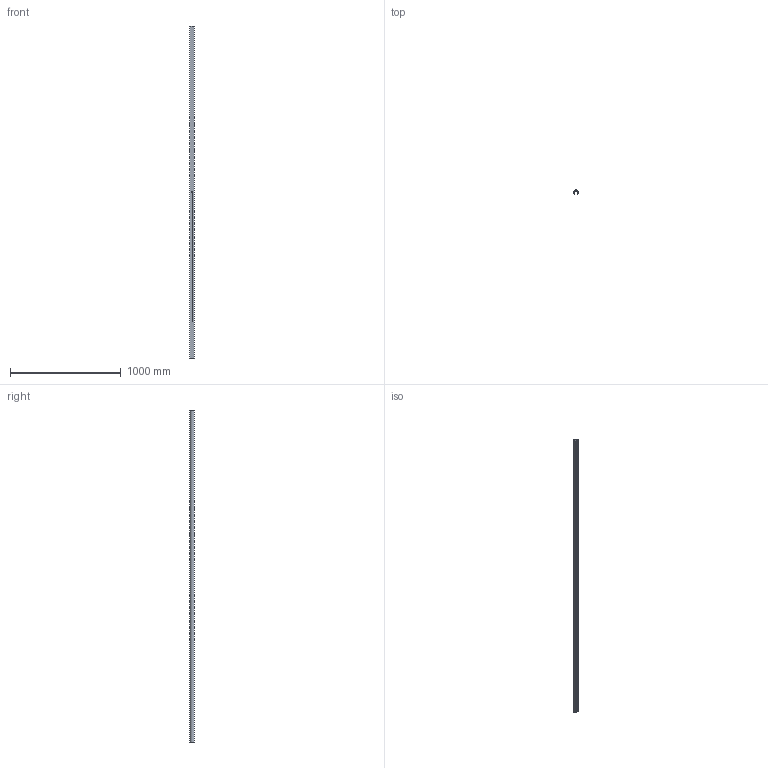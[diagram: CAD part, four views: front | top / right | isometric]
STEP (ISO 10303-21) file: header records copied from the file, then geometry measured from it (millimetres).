
FILE_DESCRIPTION (( 'STEP AP203' ), '1' );
FILE_NAME ('60330-2403M.step', '2022-06-27T14:25:24', ( '' ), ( '' ), 'SwSTEP 2.0', 'SolidWorks 2018', '' );
FILE_SCHEMA (( 'CONFIG_CONTROL_DESIGN' ));
Length unit declared in the file: millimetre
Products named in the file (1): 60330-2403M
Bounding box: 42.31 x 36.21 x 3000 mm (x, y, z)
Volume: 769356.5 mm3; surface area: 1026337 mm2
Topology: 1 solids, 1 shells, 322 faces, 876 edges, 584 vertices
Faces by surface type: plane 160, bspline 152, cylinder 10
Entity records: 17857 total; most frequent: CARTESIAN_POINT 10663, ORIENTED_EDGE 1752, DIRECTION 934, EDGE_CURVE 876, VERTEX_POINT 584, LINE 552, VECTOR 552, EDGE_LOOP 352
